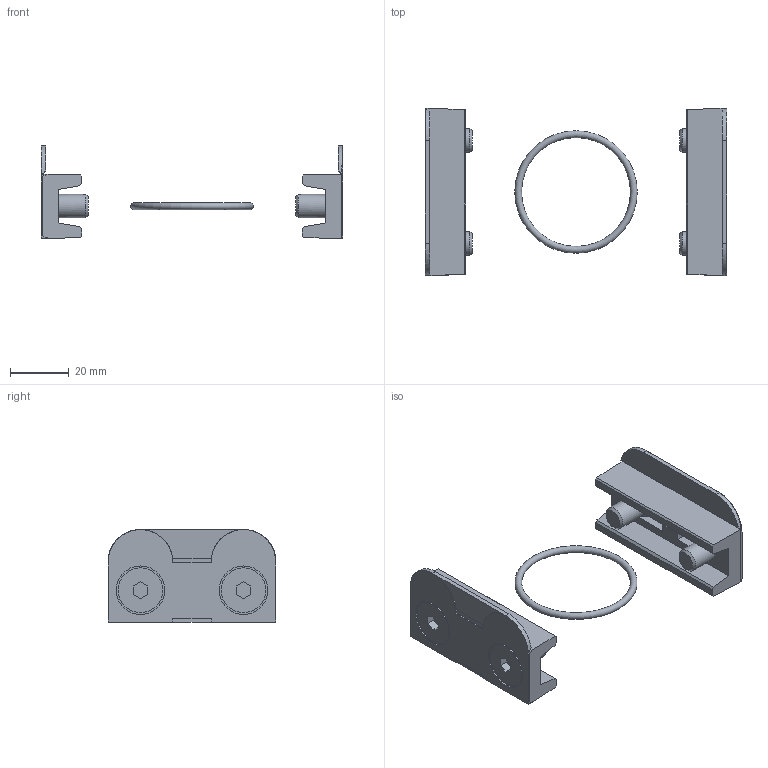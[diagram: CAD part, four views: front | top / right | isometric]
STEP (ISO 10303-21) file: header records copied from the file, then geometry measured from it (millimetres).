
FILE_DESCRIPTION( ( 'STEP AP203' ), '1' );
FILE_NAME( '9.9955.00.013.stp', '2018-12-13T15:18:41', ( '' ), ( '' ), ' ', 'PARTsolutions', ' ' );
FILE_SCHEMA( ( 'CONFIG_CONTROL_DESIGN' ) );
Length unit declared in the file: millimetre
Products named in the file (3): 9.9955.00.013; _KP 55-1; _KP 55 Z-2
Assembly tree (3 placements, depth 2):
  9.9955.00.013
    _KP 55-1
    _KP 55 Z-2  x2
Bounding box: 102.5 x 57 x 31.54 mm (x, y, z)
Volume: 25024.3 mm3; surface area: 15095.6 mm2
Topology: 3 solids, 3 shells, 171 faces, 440 edges, 289 vertices
Faces by surface type: plane 122, cylinder 40, cone 8, torus 1
Full cylindrical faces by diameter (mm): 8 x4, 15.24 x4, 16.5 x4
Entity records: 2681 total; most frequent: CARTESIAN_POINT 470, DIRECTION 449, ORIENTED_EDGE 418, EDGE_CURVE 209, AXIS2_PLACEMENT_3D 154, VERTEX_POINT 143, LINE 141, VECTOR 141
